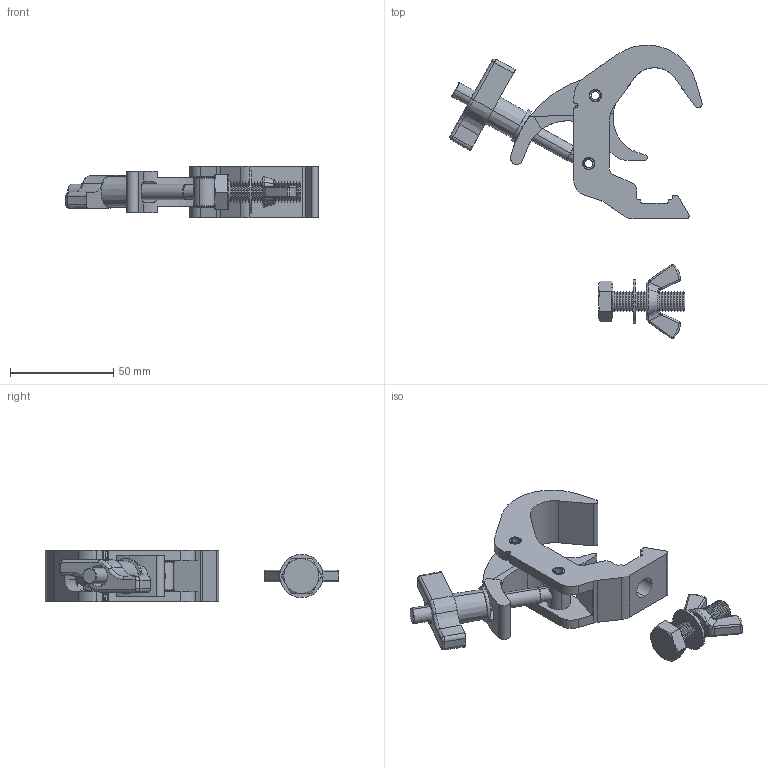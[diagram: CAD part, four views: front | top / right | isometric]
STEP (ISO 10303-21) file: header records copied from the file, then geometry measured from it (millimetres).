
FILE_DESCRIPTION (( 'STEP AP203' ), '1' );
FILE_NAME ('T58150 & T58151.STEP', '2018-08-08T15:11:52', ( '' ), ( '' ), 'SwSTEP 2.0', 'SolidWorks 2016', '' );
FILE_SCHEMA (( 'CONFIG_CONTROL_DESIGN' ));
Length unit declared in the file: millimetre
Products named in the file (14): Doughty Knob_S3136; F2918; B Washer_Bright washer BS 4320 - M10 (Form B); F882_DIN 315-M12-GT-C-N; TH2043_Extrusion; Hex Screw GradeC_Doughty Fastners_ISO 4018 - M10 x 35-WS; TH2044_Extrusion; TH2162; A Washer_Bright washer BS 4320 - M8 (Form A); F763; TH2160_TH2160; S3138_For T58150; T58150 & T58151; TH2161_TH2161
Assembly tree (14 placements, depth 3):
  T58150 & T58151
    TH2160_TH2160
      TH2043_Extrusion
    TH2161_TH2161
      TH2044_Extrusion
    F763  x2
    S3138_For T58150
    F2918
      Hex Screw GradeC_Doughty Fastners_ISO 4018 - M10 x 35-WS
      B Washer_Bright washer BS 4320 - M10 (Form B)
      F882_DIN 315-M12-GT-C-N
    TH2162
    A Washer_Bright washer BS 4320 - M8 (Form A)
    Doughty Knob_S3136
Bounding box: 122.29 x 142.32 x 25 mm (x, y, z)
Volume: 63530.1 mm3; surface area: 32457.1 mm2
Topology: 11 solids, 11 shells, 522 faces, 1323 edges, 810 vertices
Faces by surface type: cylinder 179, cone 164, plane 105, bspline 40, torus 26, sphere 8
Entity records: 19515 total; most frequent: CARTESIAN_POINT 5647, DIRECTION 2783, ORIENTED_EDGE 2554, EDGE_CURVE 1277, AXIS2_PLACEMENT_3D 1128, VERTEX_POINT 786, CIRCLE 642, EDGE_LOOP 535
